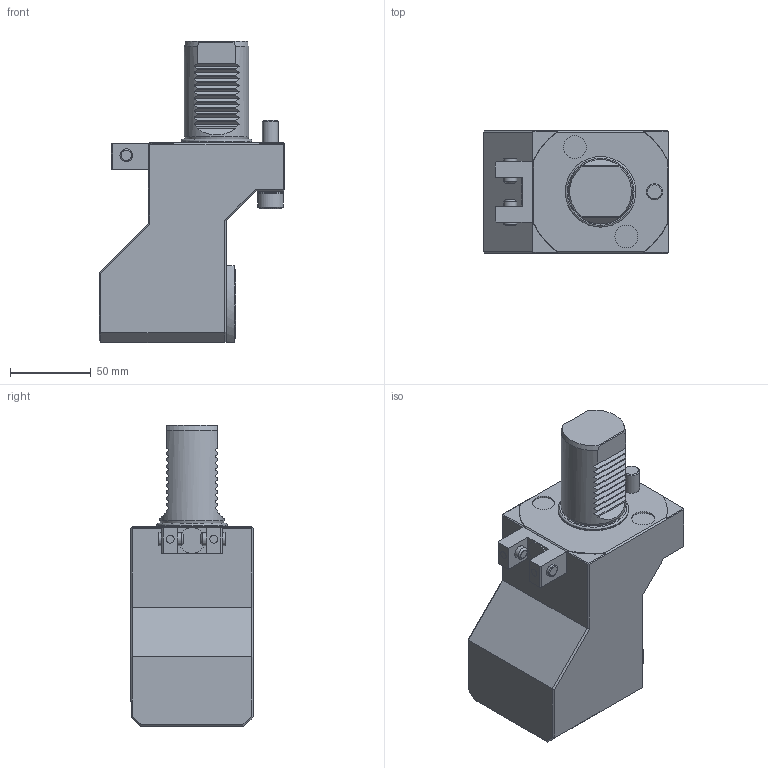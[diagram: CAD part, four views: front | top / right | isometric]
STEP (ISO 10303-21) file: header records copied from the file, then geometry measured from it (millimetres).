
FILE_DESCRIPTION(/* description */ (''),/* implementation_level */ '2;1');
FILE_NAME(/* name */ '1618475528144.stp',/* time_stamp */ '2021-04-15T10:32:15+02:00',/* author */ (''),/* organization */ ('SMS'),/* preprocessor_version */ 'ST-DEVELOPER v16.7',/* originating_system */ 'SIEMENS PLM Software NX 12.0',/* authorisation */ '');
FILE_SCHEMA (('AUTOMOTIVE_DESIGN { 1 0 10303 214 3 1 1 1 }'));
Length unit declared in the file: millimetre
Products named in the file (1): 203483282mod000_00
Bounding box: 115.5 x 76 x 187 mm (x, y, z)
Volume: 771259.8 mm3; surface area: 68137 mm2
Topology: 1 solids, 1 shells, 236 faces, 611 edges, 394 vertices
Faces by surface type: plane 158, cylinder 39, cone 28, torus 6, sphere 4, bspline 1
Full cylindrical faces by diameter (mm): 2.5 x1, 4.495 x4, 5.183 x4, 5.994 x4, 7.193 x4, 7.992 x5, 9.99 x1, 14.2 x2, 15.984 x3, 39.96 x1, 40 x1, 43.856 x1
Entity records: 7041 total; most frequent: CARTESIAN_POINT 1608, DIRECTION 1158, ORIENTED_EDGE 1018, EDGE_CURVE 509, AXIS2_PLACEMENT_3D 444, VERTEX_POINT 355, EDGE_LOOP 322, LINE 270
